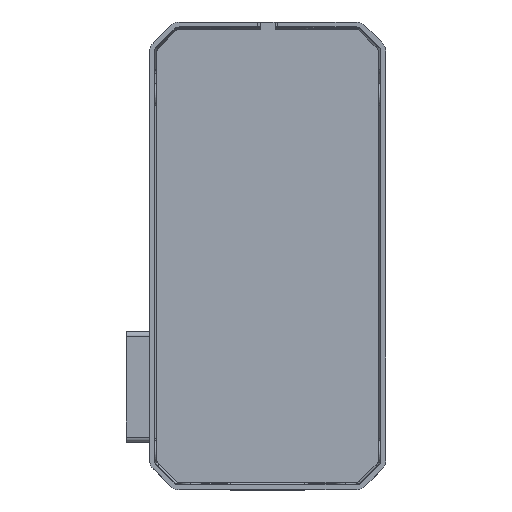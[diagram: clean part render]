
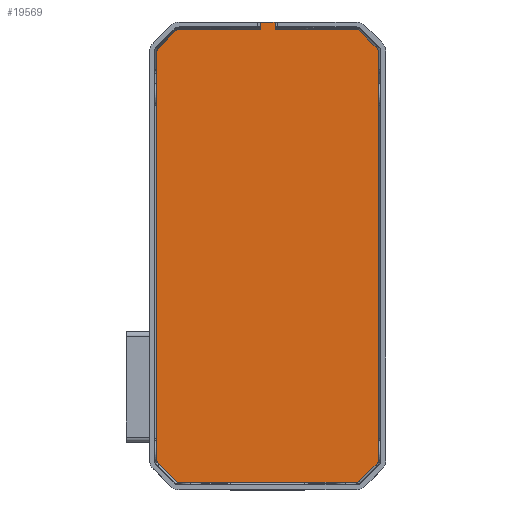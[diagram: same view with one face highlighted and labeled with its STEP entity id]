
A CAD part, top view. The second image highlights one B-rep face of the part: STEP entity #19569.
In plain terms, the highlighted planar face has unit normal (0, 0, 1).
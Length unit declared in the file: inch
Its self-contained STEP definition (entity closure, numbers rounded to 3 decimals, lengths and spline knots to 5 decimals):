
#19186=CARTESIAN_POINT('',(0.04343,-0.59237,
0.54776));
#19187=DIRECTION('',(0.,0.,-1.));
#19188=DIRECTION('',(0.,1.,0.));
#19189=AXIS2_PLACEMENT_3D('',#19186,#19187,#19188);
#19191=DIRECTION('',(0.707,-0.707,0.));
#19192=VECTOR('',#19191,0.01);
#19193=CARTESIAN_POINT('',(0.04484,-0.59096,
0.54776));
#19194=LINE('',#19193,#19192);
#19195=CARTESIAN_POINT('',(0.0505,-0.59944,
0.54776));
#19196=DIRECTION('',(0.,0.,-1.));
#19197=DIRECTION('',(0.707,0.707,0.));
#19198=AXIS2_PLACEMENT_3D('',#19195,#19196,#19197);
#19200=CARTESIAN_POINT('',(0.0505,-0.7653,
0.54776));
#19201=DIRECTION('',(0.,0.,-1.));
#19202=DIRECTION('',(1.,0.,0.));
#19203=AXIS2_PLACEMENT_3D('',#19200,#19201,#19202);
#19205=DIRECTION('',(-0.707,-0.707,0.));
#19206=VECTOR('',#19205,0.01);
#19207=CARTESIAN_POINT('',(0.05191,-0.76672,
0.54776));
#19208=LINE('',#19207,#19206);
#19209=CARTESIAN_POINT('',(0.04343,-0.77237,
0.54776));
#19210=DIRECTION('',(0.,0.,-1.));
#19211=DIRECTION('',(0.707,-0.707,0.));
#19212=AXIS2_PLACEMENT_3D('',#19209,#19210,#19211);
#19214=CARTESIAN_POINT('',(-0.02843,-0.77237,
0.54776));
#19215=DIRECTION('',(0.,0.,-1.));
#19216=DIRECTION('',(0.,-1.,0.));
#19217=AXIS2_PLACEMENT_3D('',#19214,#19215,#19216);
#19219=DIRECTION('',(-0.707,0.707,0.));
#19220=VECTOR('',#19219,0.01);
#19221=CARTESIAN_POINT('',(-0.02984,-0.77379,
0.54776));
#19222=LINE('',#19221,#19220);
#19223=CARTESIAN_POINT('',(-0.0355,-0.7653,
0.54776));
#19224=DIRECTION('',(0.,0.,-1.));
#19225=DIRECTION('',(-0.707,-0.707,0.));
#19226=AXIS2_PLACEMENT_3D('',#19223,#19224,#19225);
#19228=CARTESIAN_POINT('',(-0.0355,-0.59944,
0.54776));
#19229=DIRECTION('',(0.,0.,-1.));
#19230=DIRECTION('',(-1.,0.,0.));
#19231=AXIS2_PLACEMENT_3D('',#19228,#19229,#19230);
#19233=DIRECTION('',(0.707,0.707,0.));
#19234=VECTOR('',#19233,0.01);
#19235=CARTESIAN_POINT('',(-0.03691,-0.59803,
0.54776));
#19236=LINE('',#19235,#19234);
#19237=CARTESIAN_POINT('',(-0.02843,-0.59237,
0.54776));
#19238=DIRECTION('',(0.,0.,-1.));
#19239=DIRECTION('',(-0.707,0.707,0.));
#19240=AXIS2_PLACEMENT_3D('',#19237,#19238,#19239);
#19242=DIRECTION('',(-1.,0.,0.));
#19243=VECTOR('',#19242,0.03293);
#19244=CARTESIAN_POINT('',(0.0045,-0.59037,
0.54776));
#19245=LINE('',#19244,#19243);
#19266=DIRECTION('',(0.,-1.,0.));
#19267=VECTOR('',#19266,0.16586);
#19268=CARTESIAN_POINT('',(-0.0375,-0.59944,
0.54776));
#19269=LINE('',#19268,#19267);
#19290=DIRECTION('',(1.,0.,0.));
#19291=VECTOR('',#19290,0.07186);
#19292=CARTESIAN_POINT('',(-0.02843,-0.77437,
0.54776));
#19293=LINE('',#19292,#19291);
#19314=DIRECTION('',(0.,1.,0.));
#19315=VECTOR('',#19314,0.16586);
#19316=CARTESIAN_POINT('',(0.0525,-0.7653,
0.54776));
#19317=LINE('',#19316,#19315);
#19338=DIRECTION('',(-1.,0.,0.));
#19339=VECTOR('',#19338,0.03293);
#19340=CARTESIAN_POINT('',(0.04343,-0.59037,
0.54776));
#19341=LINE('',#19340,#19339);
#19350=DIRECTION('',(0.,1.,0.));
#19351=VECTOR('',#19350,0.003);
#19352=CARTESIAN_POINT('',(0.0105,-0.59037,
0.54776));
#19353=LINE('',#19352,#19351);
#19358=DIRECTION('',(-1.,0.,0.));
#19359=VECTOR('',#19358,0.006);
#19360=CARTESIAN_POINT('',(0.0105,-0.58737,
0.54776));
#19361=LINE('',#19360,#19359);
#19374=DIRECTION('',(0.,-1.,0.));
#19375=VECTOR('',#19374,0.003);
#19376=CARTESIAN_POINT('',(0.0045,-0.58737,
0.54776));
#19377=LINE('',#19376,#19375);
#19442=CARTESIAN_POINT('',(0.0045,-0.59037,
0.54776));
#19443=CARTESIAN_POINT('',(-0.02843,-0.59037,
0.54776));
#19444=VERTEX_POINT('',#19442);
#19445=VERTEX_POINT('',#19443);
#19446=CARTESIAN_POINT('',(0.0045,-0.58737,
0.54776));
#19447=VERTEX_POINT('',#19446);
#19448=CARTESIAN_POINT('',(0.0105,-0.58737,
0.54776));
#19449=VERTEX_POINT('',#19448);
#19450=CARTESIAN_POINT('',(0.0105,-0.59037,
0.54776));
#19451=VERTEX_POINT('',#19450);
#19452=CARTESIAN_POINT('',(0.04343,-0.59037,
0.54776));
#19453=VERTEX_POINT('',#19452);
#19454=CARTESIAN_POINT('',(0.04484,-0.59096,
0.54776));
#19455=VERTEX_POINT('',#19454);
#19456=CARTESIAN_POINT('',(0.05191,-0.59803,
0.54776));
#19457=VERTEX_POINT('',#19456);
#19458=CARTESIAN_POINT('',(0.0525,-0.59944,
0.54776));
#19459=VERTEX_POINT('',#19458);
#19460=CARTESIAN_POINT('',(0.0525,-0.7653,
0.54776));
#19461=VERTEX_POINT('',#19460);
#19462=CARTESIAN_POINT('',(0.05191,-0.76672,
0.54776));
#19463=VERTEX_POINT('',#19462);
#19464=CARTESIAN_POINT('',(0.04484,-0.77379,
0.54776));
#19465=VERTEX_POINT('',#19464);
#19466=CARTESIAN_POINT('',(0.04343,-0.77437,
0.54776));
#19467=VERTEX_POINT('',#19466);
#19468=CARTESIAN_POINT('',(-0.02843,-0.77437,
0.54776));
#19469=VERTEX_POINT('',#19468);
#19470=CARTESIAN_POINT('',(-0.02984,-0.77379,
0.54776));
#19471=VERTEX_POINT('',#19470);
#19472=CARTESIAN_POINT('',(-0.03691,-0.76672,
0.54776));
#19473=VERTEX_POINT('',#19472);
#19474=CARTESIAN_POINT('',(-0.0375,-0.7653,
0.54776));
#19475=VERTEX_POINT('',#19474);
#19476=CARTESIAN_POINT('',(-0.0375,-0.59944,
0.54776));
#19477=VERTEX_POINT('',#19476);
#19478=CARTESIAN_POINT('',(-0.03691,-0.59803,
0.54776));
#19479=VERTEX_POINT('',#19478);
#19480=CARTESIAN_POINT('',(-0.02984,-0.59096,
0.54776));
#19481=VERTEX_POINT('',#19480);
#19522=CARTESIAN_POINT('',(-0.02843,-0.59237,
0.54776));
#19523=DIRECTION('',(0.,0.,1.));
#19524=DIRECTION('',(-1.,0.,0.));
#19525=AXIS2_PLACEMENT_3D('',#19522,#19523,#19524);
#19526=PLANE('',#19525);
#19528=ORIENTED_EDGE('',*,*,#19527,.F.);
#19530=ORIENTED_EDGE('',*,*,#19529,.F.);
#19532=ORIENTED_EDGE('',*,*,#19531,.F.);
#19534=ORIENTED_EDGE('',*,*,#19533,.F.);
#19536=ORIENTED_EDGE('',*,*,#19535,.F.);
#19538=ORIENTED_EDGE('',*,*,#19537,.T.);
#19540=ORIENTED_EDGE('',*,*,#19539,.T.);
#19542=ORIENTED_EDGE('',*,*,#19541,.T.);
#19544=ORIENTED_EDGE('',*,*,#19543,.F.);
#19546=ORIENTED_EDGE('',*,*,#19545,.T.);
#19548=ORIENTED_EDGE('',*,*,#19547,.T.);
#19550=ORIENTED_EDGE('',*,*,#19549,.T.);
#19552=ORIENTED_EDGE('',*,*,#19551,.F.);
#19554=ORIENTED_EDGE('',*,*,#19553,.T.);
#19556=ORIENTED_EDGE('',*,*,#19555,.T.);
#19558=ORIENTED_EDGE('',*,*,#19557,.T.);
#19560=ORIENTED_EDGE('',*,*,#19559,.F.);
#19562=ORIENTED_EDGE('',*,*,#19561,.T.);
#19564=ORIENTED_EDGE('',*,*,#19563,.T.);
#19566=ORIENTED_EDGE('',*,*,#19565,.T.);
#19567=EDGE_LOOP('',(#19528,#19530,#19532,#19534,#19536,#19538,#19540,#19542,
#19544,#19546,#19548,#19550,#19552,#19554,#19556,#19558,#19560,#19562,#19564,
#19566));
#19568=FACE_OUTER_BOUND('',#19567,.F.);
#19569=ADVANCED_FACE('',(#19568),#19526,.T.);
#19190=CIRCLE('',#19189,0.002);
#19199=CIRCLE('',#19198,0.002);
#19204=CIRCLE('',#19203,0.002);
#19213=CIRCLE('',#19212,0.002);
#19218=CIRCLE('',#19217,0.002);
#19227=CIRCLE('',#19226,0.002);
#19232=CIRCLE('',#19231,0.002);
#19241=CIRCLE('',#19240,0.002);
#19527=EDGE_CURVE('',#19444,#19445,#19245,.T.);
#19529=EDGE_CURVE('',#19447,#19444,#19377,.T.);
#19531=EDGE_CURVE('',#19449,#19447,#19361,.T.);
#19533=EDGE_CURVE('',#19451,#19449,#19353,.T.);
#19535=EDGE_CURVE('',#19453,#19451,#19341,.T.);
#19537=EDGE_CURVE('',#19453,#19455,#19190,.T.);
#19539=EDGE_CURVE('',#19455,#19457,#19194,.T.);
#19541=EDGE_CURVE('',#19457,#19459,#19199,.T.);
#19543=EDGE_CURVE('',#19461,#19459,#19317,.T.);
#19545=EDGE_CURVE('',#19461,#19463,#19204,.T.);
#19547=EDGE_CURVE('',#19463,#19465,#19208,.T.);
#19549=EDGE_CURVE('',#19465,#19467,#19213,.T.);
#19551=EDGE_CURVE('',#19469,#19467,#19293,.T.);
#19553=EDGE_CURVE('',#19469,#19471,#19218,.T.);
#19555=EDGE_CURVE('',#19471,#19473,#19222,.T.);
#19557=EDGE_CURVE('',#19473,#19475,#19227,.T.);
#19559=EDGE_CURVE('',#19477,#19475,#19269,.T.);
#19561=EDGE_CURVE('',#19477,#19479,#19232,.T.);
#19563=EDGE_CURVE('',#19479,#19481,#19236,.T.);
#19565=EDGE_CURVE('',#19481,#19445,#19241,.T.);
